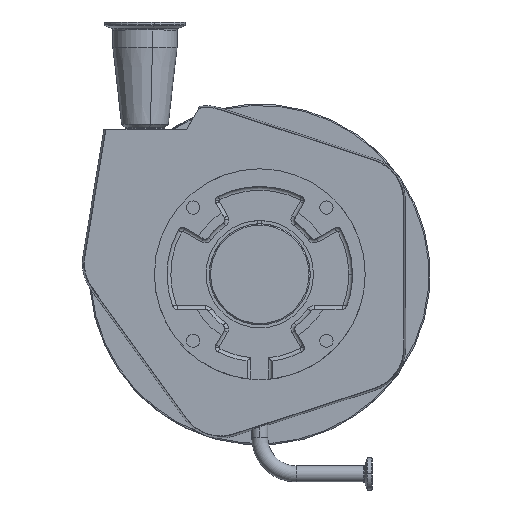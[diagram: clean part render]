
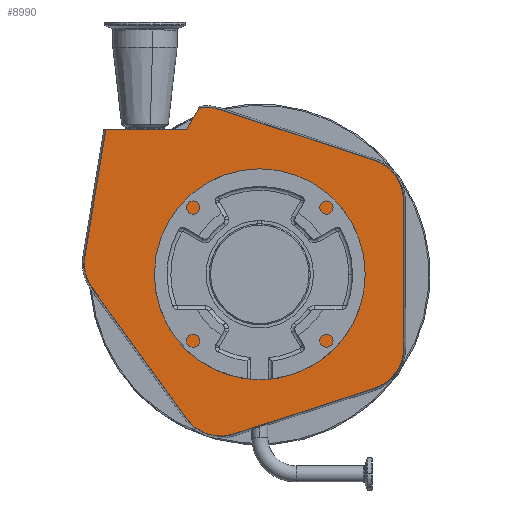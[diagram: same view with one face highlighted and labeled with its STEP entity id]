
A CAD part, top view. The second image highlights one B-rep face of the part: STEP entity #8990.
In plain terms, the highlighted planar face has unit normal (0, 0, 1).
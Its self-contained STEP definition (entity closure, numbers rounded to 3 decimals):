
#36 = EDGE_CURVE ( 'NONE', #10148, #4894, #5415, .T. ) ;
#165 = CARTESIAN_POINT ( 'NONE',  ( -139.035, 8.87, -141.5 ) ) ;
#189 = EDGE_LOOP ( 'NONE', ( #1379, #8023, #15112, #6591, #12566, #1189, #14134, #12345, #260, #3557, #5533, #2622, #9373, #1856 ) ) ;
#260 = ORIENTED_EDGE ( 'NONE', *, *, #8976, .F. ) ;
#348 = CARTESIAN_POINT ( 'NONE',  ( -121.194, 115., -141.5 ) ) ;
#408 = LINE ( 'NONE', #4002, #12192 ) ;
#569 = CARTESIAN_POINT ( 'NONE',  ( -122.265, 112.692, -141.5 ) ) ;
#576 = DIRECTION ( 'NONE',  ( 0.002, -1., 0. ) ) ;
#836 = VERTEX_POINT ( 'NONE', #10272 ) ;
#1033 = AXIS2_PLACEMENT_3D ( 'NONE', #7740, #6567, #5486 ) ;
#1113 = EDGE_CURVE ( 'NONE', #9259, #10282, #7764, .T. ) ;
#1189 = ORIENTED_EDGE ( 'NONE', *, *, #12493, .F. ) ;
#1379 = ORIENTED_EDGE ( 'NONE', *, *, #8012, .F. ) ;
#1588 = DIRECTION ( 'NONE',  ( 0., 0., 1. ) ) ;
#1718 = CIRCLE ( 'NONE', #6744, 55. ) ;
#1728 = DIRECTION ( 'NONE',  ( 0., 0., -1. ) ) ;
#1856 = ORIENTED_EDGE ( 'NONE', *, *, #36, .F. ) ;
#1926 = CARTESIAN_POINT ( 'NONE',  ( -58., 115., -141.5 ) ) ;
#1948 = CARTESIAN_POINT ( 'NONE',  ( -105.628, 8.87, -141.5 ) ) ;
#1970 = DIRECTION ( 'NONE',  ( 0., -1., 0. ) ) ;
#2328 = CARTESIAN_POINT ( 'NONE',  ( -57.994, -114.136, -141.5 ) ) ;
#2350 = CARTESIAN_POINT ( 'NONE',  ( -117.56, 111.911, -141.5 ) ) ;
#2522 = CARTESIAN_POINT ( 'NONE',  ( -20.589, -126.348, -141.5 ) ) ;
#2622 = ORIENTED_EDGE ( 'NONE', *, *, #1113, .F. ) ;
#2672 = VECTOR ( 'NONE', #4889, 1000. ) ;
#2762 = CARTESIAN_POINT ( 'NONE',  ( -30.912, -94.576, -141.5 ) ) ;
#2907 = CARTESIAN_POINT ( 'NONE',  ( -105.628, 8.87, -141.5 ) ) ;
#3154 = EDGE_CURVE ( 'NONE', #13159, #8046, #408, .T. ) ;
#3200 = CARTESIAN_POINT ( 'NONE',  ( -138.584, 14.338, -141.5 ) ) ;
#3310 = VERTEX_POINT ( 'NONE', #165 ) ;
#3427 = AXIS2_PLACEMENT_3D ( 'NONE', #5308, #11450, #5153 ) ;
#3450 = DIRECTION ( 'NONE',  ( 0., 0., -1. ) ) ;
#3557 = ORIENTED_EDGE ( 'NONE', *, *, #7403, .F. ) ;
#3713 = LINE ( 'NONE', #14239, #2672 ) ;
#3730 = CIRCLE ( 'NONE', #4226, 55. ) ;
#3882 = DIRECTION ( 'NONE',  ( -1., 0., 0. ) ) ;
#4002 = CARTESIAN_POINT ( 'NONE',  ( -17.519, 185.115, -141.5 ) ) ;
#4022 = CARTESIAN_POINT ( 'NONE',  ( -31.752, 130.619, -141.5 ) ) ;
#4106 = CARTESIAN_POINT ( 'NONE',  ( 0., 0., -141.5 ) ) ;
#4147 = DIRECTION ( 'NONE',  ( 0., -1., 0. ) ) ;
#4226 = AXIS2_PLACEMENT_3D ( 'NONE', #4106, #1588, #13588 ) ;
#4309 = CARTESIAN_POINT ( 'NONE',  ( 0., 55., -141.5 ) ) ;
#4482 = CIRCLE ( 'NONE', #14933, 33.406 ) ;
#4725 = CARTESIAN_POINT ( 'NONE',  ( 113.801, 58.683, -141.5 ) ) ;
#4889 = DIRECTION ( 'NONE',  ( -0.951, -0.309, 0. ) ) ;
#4894 = VERTEX_POINT ( 'NONE', #12885 ) ;
#4913 = AXIS2_PLACEMENT_3D ( 'NONE', #2762, #1728, #5193 ) ;
#4956 = AXIS2_PLACEMENT_3D ( 'NONE', #6628, #10034, #7636 ) ;
#5153 = DIRECTION ( 'NONE',  ( 0., -1., 0. ) ) ;
#5177 = DIRECTION ( 'NONE',  ( -0.5, -0.866, 0. ) ) ;
#5181 = EDGE_CURVE ( 'NONE', #9687, #5478, #13726, .T. ) ;
#5193 = DIRECTION ( 'NONE',  ( 0., -1., 0. ) ) ;
#5308 = CARTESIAN_POINT ( 'NONE',  ( 80.395, 58.625, -141.5 ) ) ;
#5336 = CARTESIAN_POINT ( 'NONE',  ( -36.962, -143.255, -141.5 ) ) ;
#5415 = LINE ( 'NONE', #9838, #7499 ) ;
#5478 = VERTEX_POINT ( 'NONE', #10217 ) ;
#5486 = DIRECTION ( 'NONE',  ( 0., -1., 0. ) ) ;
#5488 = DIRECTION ( 'NONE',  ( 0., 0., -1. ) ) ;
#5489 = VECTOR ( 'NONE', #12633, 1000. ) ;
#5525 = EDGE_CURVE ( 'NONE', #12694, #14230, #1718, .T. ) ;
#5533 = ORIENTED_EDGE ( 'NONE', *, *, #6528, .F. ) ;
#5955 = VECTOR ( 'NONE', #7407, 1000. ) ;
#6100 = VECTOR ( 'NONE', #576, 1000. ) ;
#6346 = DIRECTION ( 'NONE',  ( 0.95, -0.312, 0. ) ) ;
#6354 = CARTESIAN_POINT ( 'NONE',  ( 0., 175., -141.5 ) ) ;
#6514 = PLANE ( 'NONE',  #11866 ) ;
#6528 = EDGE_CURVE ( 'NONE', #10282, #836, #12467, .T. ) ;
#6567 = DIRECTION ( 'NONE',  ( 0., 0., -1. ) ) ;
#6591 = ORIENTED_EDGE ( 'NONE', *, *, #11563, .F. ) ;
#6628 = CARTESIAN_POINT ( 'NONE',  ( -42.176, 98.881, -141.5 ) ) ;
#6702 = AXIS2_PLACEMENT_3D ( 'NONE', #2907, #13804, #1970 ) ;
#6744 = AXIS2_PLACEMENT_3D ( 'NONE', #10130, #7814, #12298 ) ;
#7002 = EDGE_CURVE ( 'NONE', #4894, #9259, #15124, .T. ) ;
#7392 = CIRCLE ( 'NONE', #4913, 33.406 ) ;
#7403 = EDGE_CURVE ( 'NONE', #836, #9300, #3713, .T. ) ;
#7407 = DIRECTION ( 'NONE',  ( 0.164, 0.987, 0. ) ) ;
#7499 = VECTOR ( 'NONE', #6346, 1000. ) ;
#7526 = FACE_OUTER_BOUND ( 'NONE', #189, .T. ) ;
#7561 = CARTESIAN_POINT ( 'NONE',  ( -48.352, 131.711, -141.5 ) ) ;
#7569 = VERTEX_POINT ( 'NONE', #348 ) ;
#7636 = DIRECTION ( 'NONE',  ( 0., -1., 0. ) ) ;
#7679 = FACE_BOUND ( 'NONE', #8401, .T. ) ;
#7740 = CARTESIAN_POINT ( 'NONE',  ( 80.599, -58.344, -141.5 ) ) ;
#7764 = LINE ( 'NONE', #12320, #6100 ) ;
#7814 = DIRECTION ( 'NONE',  ( 0., 0., 1. ) ) ;
#7848 = EDGE_CURVE ( 'NONE', #11812, #11326, #9879, .T. ) ;
#7924 = CARTESIAN_POINT ( 'NONE',  ( 114.005, -58.286, -141.5 ) ) ;
#8012 = EDGE_CURVE ( 'NONE', #13159, #10148, #8188, .T. ) ;
#8023 = ORIENTED_EDGE ( 'NONE', *, *, #3154, .T. ) ;
#8039 = CARTESIAN_POINT ( 'NONE',  ( 0., -55., -141.5 ) ) ;
#8046 = VERTEX_POINT ( 'NONE', #1926 ) ;
#8188 = CIRCLE ( 'NONE', #4956, 33.406 ) ;
#8324 = EDGE_CURVE ( 'NONE', #8046, #7569, #9718, .T. ) ;
#8360 = DIRECTION ( 'NONE',  ( 0., -1., 0. ) ) ;
#8401 = EDGE_LOOP ( 'NONE', ( #15427, #12424 ) ) ;
#8587 = EDGE_CURVE ( 'NONE', #14230, #12694, #3730, .T. ) ;
#8613 = DIRECTION ( 'NONE',  ( 0., -1., 0. ) ) ;
#8976 = EDGE_CURVE ( 'NONE', #9300, #9687, #7392, .T. ) ;
#8990 = ADVANCED_FACE ( 'NONE', ( #7679, #7526 ), #6514, .T. ) ;
#9259 = VERTEX_POINT ( 'NONE', #4725 ) ;
#9300 = VERTEX_POINT ( 'NONE', #2522 ) ;
#9373 = ORIENTED_EDGE ( 'NONE', *, *, #7002, .F. ) ;
#9437 = VECTOR ( 'NONE', #3882, 1000. ) ;
#9687 = VERTEX_POINT ( 'NONE', #2328 ) ;
#9718 = LINE ( 'NONE', #14482, #9437 ) ;
#9838 = CARTESIAN_POINT ( 'NONE',  ( 125.679, 78.915, -141.5 ) ) ;
#9879 = LINE ( 'NONE', #12143, #5955 ) ;
#10034 = DIRECTION ( 'NONE',  ( 0., 0., -1. ) ) ;
#10070 = CIRCLE ( 'NONE', #10825, 4.77 ) ;
#10130 = CARTESIAN_POINT ( 'NONE',  ( 0., 0., -141.5 ) ) ;
#10148 = VERTEX_POINT ( 'NONE', #4022 ) ;
#10217 = CARTESIAN_POINT ( 'NONE',  ( -132.709, -10.69, -141.5 ) ) ;
#10272 = CARTESIAN_POINT ( 'NONE',  ( 90.922, -90.115, -141.5 ) ) ;
#10282 = VERTEX_POINT ( 'NONE', #7924 ) ;
#10825 = AXIS2_PLACEMENT_3D ( 'NONE', #2350, #3450, #8360 ) ;
#11087 = DIRECTION ( 'NONE',  ( 0., 0., 1. ) ) ;
#11326 = VERTEX_POINT ( 'NONE', #569 ) ;
#11420 = CIRCLE ( 'NONE', #6702, 33.406 ) ;
#11450 = DIRECTION ( 'NONE',  ( 0., 0., -1. ) ) ;
#11563 = EDGE_CURVE ( 'NONE', #11326, #7569, #10070, .T. ) ;
#11812 = VERTEX_POINT ( 'NONE', #3200 ) ;
#11866 = AXIS2_PLACEMENT_3D ( 'NONE', #6354, #11087, #8613 ) ;
#12143 = CARTESIAN_POINT ( 'NONE',  ( -144.448, -21.005, -141.5 ) ) ;
#12192 = VECTOR ( 'NONE', #5177, 1000. ) ;
#12298 = DIRECTION ( 'NONE',  ( 0., -1., 0. ) ) ;
#12320 = CARTESIAN_POINT ( 'NONE',  ( 114.005, -58.286, -141.5 ) ) ;
#12345 = ORIENTED_EDGE ( 'NONE', *, *, #5181, .F. ) ;
#12424 = ORIENTED_EDGE ( 'NONE', *, *, #5525, .F. ) ;
#12467 = CIRCLE ( 'NONE', #1033, 33.406 ) ;
#12493 = EDGE_CURVE ( 'NONE', #3310, #11812, #11420, .T. ) ;
#12566 = ORIENTED_EDGE ( 'NONE', *, *, #7848, .F. ) ;
#12633 = DIRECTION ( 'NONE',  ( -0.586, 0.811, 0. ) ) ;
#12694 = VERTEX_POINT ( 'NONE', #4309 ) ;
#12742 = EDGE_CURVE ( 'NONE', #5478, #3310, #4482, .T. ) ;
#12885 = CARTESIAN_POINT ( 'NONE',  ( 90.819, 90.363, -141.5 ) ) ;
#13159 = VERTEX_POINT ( 'NONE', #7561 ) ;
#13588 = DIRECTION ( 'NONE',  ( 0., -1., 0. ) ) ;
#13726 = LINE ( 'NONE', #5336, #5489 ) ;
#13804 = DIRECTION ( 'NONE',  ( 0., 0., -1. ) ) ;
#14134 = ORIENTED_EDGE ( 'NONE', *, *, #12742, .F. ) ;
#14230 = VERTEX_POINT ( 'NONE', #8039 ) ;
#14239 = CARTESIAN_POINT ( 'NONE',  ( 90.922, -90.115, -141.5 ) ) ;
#14482 = CARTESIAN_POINT ( 'NONE',  ( 0., 115., -141.5 ) ) ;
#14933 = AXIS2_PLACEMENT_3D ( 'NONE', #1948, #5488, #4147 ) ;
#15112 = ORIENTED_EDGE ( 'NONE', *, *, #8324, .T. ) ;
#15124 = CIRCLE ( 'NONE', #3427, 33.406 ) ;
#15427 = ORIENTED_EDGE ( 'NONE', *, *, #8587, .F. ) ;
